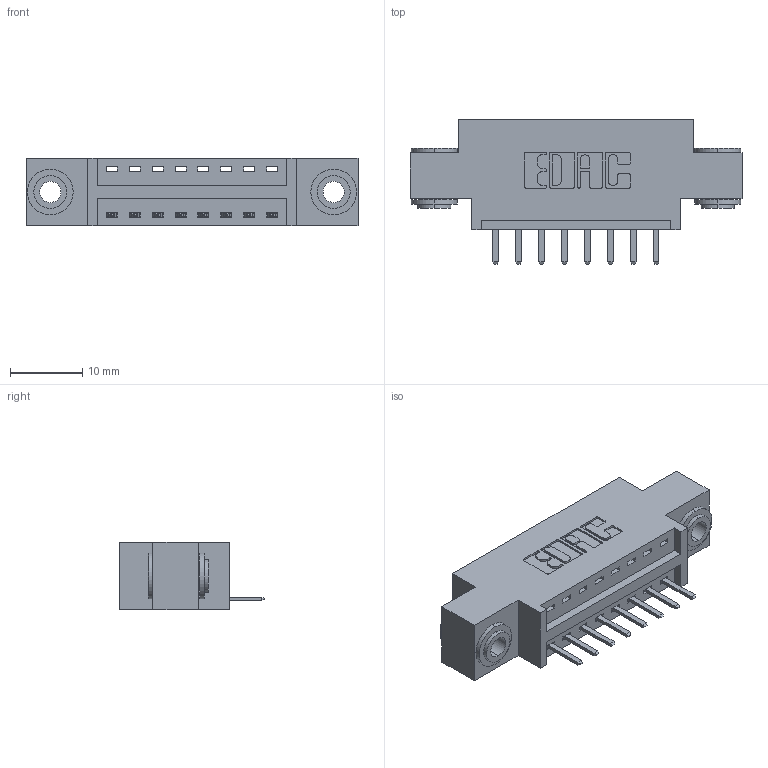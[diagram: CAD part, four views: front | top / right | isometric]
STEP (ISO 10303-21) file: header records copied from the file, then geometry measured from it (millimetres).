
FILE_DESCRIPTION (( 'STEP AP203' ), '1' );
FILE_NAME ('346-008-520-603.STEP', '2022-05-04T20:44:50', ( '' ), ( '' ), 'SwSTEP 2.0', 'SolidWorks 2020', '' );
FILE_SCHEMA (( 'CONFIG_CONTROL_DESIGN' ));
Length unit declared in the file: inch
Products named in the file (4): 345-292-001_345-293-120; 345-250-002_345-250-002-102; 346 Part_0.170 Offset - 0.156 Dia-TH; 346-008-520-603
Assembly tree (11 placements, depth 2):
  346-008-520-603
    346 Part_0.170 Offset - 0.156 Dia-TH
    345-292-001_345-293-120  x8
    345-250-002_345-250-002-102  x2
Bounding box: 45.97 x 20.02 x 9.4 mm (x, y, z)
Volume: 3990.2 mm3; surface area: 4955.3 mm2
Topology: 11 solids, 11 shells, 674 faces, 1925 edges, 1258 vertices
Faces by surface type: plane 440, cylinder 226, cone 8
Entity records: 10854 total; most frequent: CARTESIAN_POINT 1865, ORIENTED_EDGE 1786, DIRECTION 1703, EDGE_CURVE 893, VECTOR 701, LINE 701, VERTEX_POINT 590, AXIS2_PLACEMENT_3D 501
